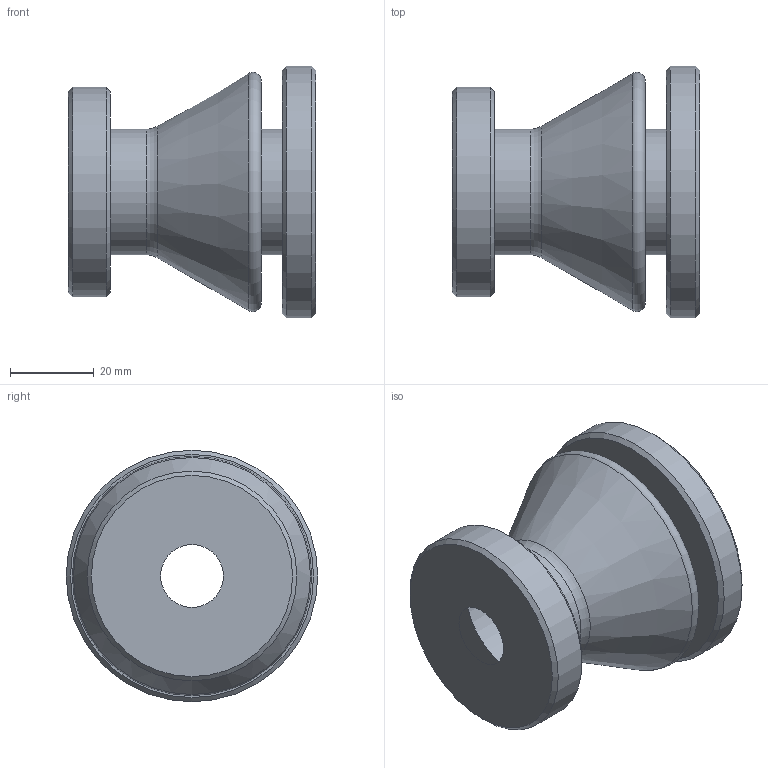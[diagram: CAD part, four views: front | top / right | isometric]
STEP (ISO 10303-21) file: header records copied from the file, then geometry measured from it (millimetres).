
FILE_DESCRIPTION(/* description */ ('','CAx-IF Rec.Pracs.---Representation and Presentation of Product Manufacturing Information (PMI)---4.0---2014-10-13'),/* implementation_level */ '2;1');
FILE_NAME(/* name */ 'AyushMuttepawar_Part_2.step',/* time_stamp */ '2025-04-11T22:00:26+05:30',/* author */ (''),/* organization */ (''),/* preprocessor_version */ 'ST-DEVELOPER v20',/* originating_system */ 'Autodesk Translation Framework v13.20.0.188',/* authorisation */ '');
FILE_SCHEMA (('AP242_MANAGED_MODEL_BASED_3D_ENGINEERING_MIM_LF { 1 0 10303 442 1 1 4 }'));
Length unit declared in the file: millimetre
Products named in the file (1): AUV_Fusion_Assignment2
Bounding box: 58.98 x 60 x 60 mm (x, y, z)
Surface area: 17740.6 mm2 (no closed solid volume)
Topology: 0 solids, 1 shells, 16 faces, 32 edges, 21 vertices
Faces by surface type: cone 5, plane 5, cylinder 4, torus 2
Full cylindrical faces by diameter (mm): 30 x2, 50 x1, 60 x1
Entity records: 464 total; most frequent: DIRECTION 89, CARTESIAN_POINT 70, ORIENTED_EDGE 62, AXIS2_PLACEMENT_3D 40, EDGE_CURVE 32, CIRCLE 23, EDGE_LOOP 21, VERTEX_POINT 21
